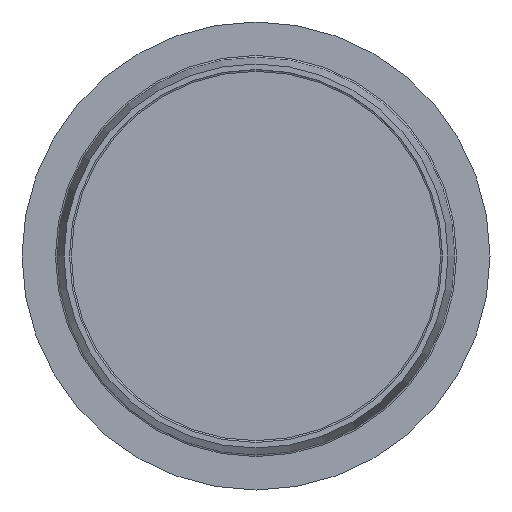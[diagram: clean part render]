
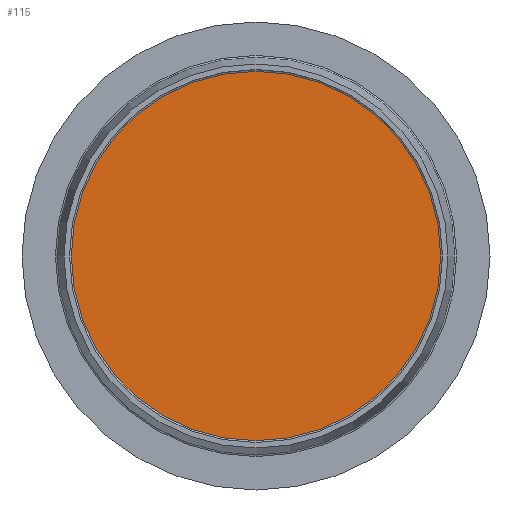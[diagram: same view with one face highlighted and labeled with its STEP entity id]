
A CAD part, front view. The second image highlights one B-rep face of the part: STEP entity #115.
In plain terms, the highlighted planar face has unit normal (0, -1, 0).
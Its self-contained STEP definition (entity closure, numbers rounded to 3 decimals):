
#38=FACE_OUTER_BOUND('',#56,.T.);
#56=EDGE_LOOP('',(#101));
#65=CIRCLE('',#135,51.1);
#74=VERTEX_POINT('',#203);
#83=EDGE_CURVE('',#74,#74,#65,.T.);
#101=ORIENTED_EDGE('',*,*,#83,.T.);
#105=PLANE('',#136);
#115=ADVANCED_FACE('',(#38),#105,.T.);
#135=AXIS2_PLACEMENT_3D('',#204,#173,#174);
#136=AXIS2_PLACEMENT_3D('',#205,#175,#176);
#173=DIRECTION('center_axis',(0.,-1.,0.));
#174=DIRECTION('ref_axis',(1.,0.,0.));
#175=DIRECTION('center_axis',(0.,-1.,0.));
#176=DIRECTION('ref_axis',(0.,0.,-1.));
#203=CARTESIAN_POINT('',(0.,49.,-51.1));
#204=CARTESIAN_POINT('Origin',(0.,49.,0.));
#205=CARTESIAN_POINT('Origin',(0.,49.,0.));
